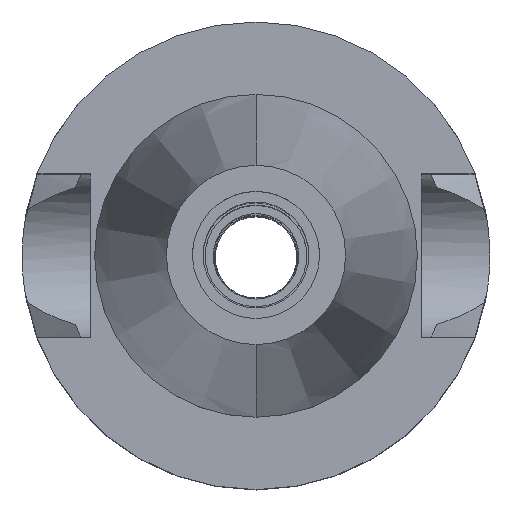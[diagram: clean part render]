
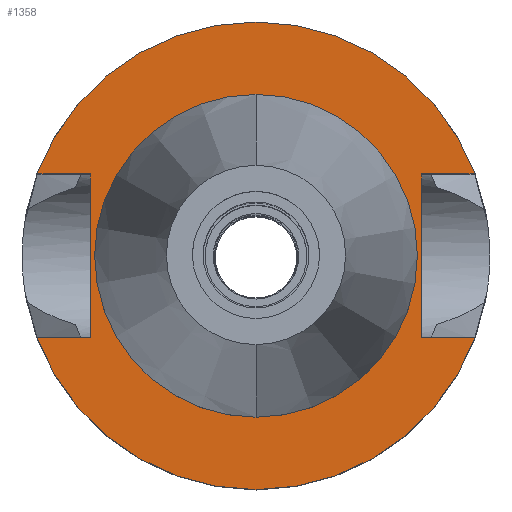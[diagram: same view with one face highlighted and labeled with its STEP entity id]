
A CAD part, top view. The second image highlights one B-rep face of the part: STEP entity #1358.
In plain terms, the highlighted planar face has unit normal (0, 0, 1).
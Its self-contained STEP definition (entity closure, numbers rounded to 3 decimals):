
#121=DIRECTION('',(0.,1.,0.));
#122=VECTOR('',#121,16.1);
#123=CARTESIAN_POINT('',(-16.3,-8.05,-2.));
#124=LINE('',#123,#122);
#128=DIRECTION('',(-1.,0.,0.));
#129=VECTOR('',#128,5.245);
#130=CARTESIAN_POINT('',(-16.3,8.05,-2.));
#131=LINE('',#130,#129);
#135=CARTESIAN_POINT('',(0.,0.,-2.));
#136=DIRECTION('',(0.,0.,-1.));
#137=DIRECTION('',(-0.937,0.35,0.));
#138=AXIS2_PLACEMENT_3D('',#135,#136,#137);
#143=CARTESIAN_POINT('',(0.,0.,-2.));
#144=DIRECTION('',(0.,0.,-1.));
#145=DIRECTION('',(0.,1.,0.));
#146=AXIS2_PLACEMENT_3D('',#143,#144,#145);
#151=DIRECTION('',(0.,-1.,0.));
#152=VECTOR('',#151,16.1);
#153=CARTESIAN_POINT('',(16.3,8.05,-2.));
#154=LINE('',#153,#152);
#158=DIRECTION('',(1.,0.,0.));
#159=VECTOR('',#158,5.245);
#160=CARTESIAN_POINT('',(16.3,-8.05,-2.));
#161=LINE('',#160,#159);
#165=CARTESIAN_POINT('',(0.,0.,-2.));
#166=DIRECTION('',(0.,0.,-1.));
#167=DIRECTION('',(0.937,-0.35,0.));
#168=AXIS2_PLACEMENT_3D('',#165,#166,#167);
#173=CARTESIAN_POINT('',(0.,0.,-2.));
#174=DIRECTION('',(0.,0.,-1.));
#175=DIRECTION('',(0.,-1.,0.));
#176=AXIS2_PLACEMENT_3D('',#173,#174,#175);
#181=CARTESIAN_POINT('',(0.,0.,-2.));
#182=DIRECTION('',(0.,0.,1.));
#183=DIRECTION('',(0.,-1.,0.));
#184=AXIS2_PLACEMENT_3D('',#181,#182,#183);
#189=CARTESIAN_POINT('',(0.,0.,-2.));
#190=DIRECTION('',(0.,0.,1.));
#191=DIRECTION('',(0.,1.,0.));
#192=AXIS2_PLACEMENT_3D('',#189,#190,#191);
#237=DIRECTION('',(-1.,0.,0.));
#238=VECTOR('',#237,5.245);
#239=CARTESIAN_POINT('',(-16.3,-8.05,-2.));
#240=LINE('',#239,#238);
#360=DIRECTION('',(1.,0.,0.));
#361=VECTOR('',#360,5.245);
#362=CARTESIAN_POINT('',(16.3,8.05,-2.));
#363=LINE('',#362,#361);
#1225=CARTESIAN_POINT('',(-16.3,-8.05,-2.));
#1226=VERTEX_POINT('',#1225);
#1227=CARTESIAN_POINT('',(-21.545,-8.05,-2.));
#1228=VERTEX_POINT('',#1227);
#1229=CARTESIAN_POINT('',(-16.3,8.05,-2.));
#1230=VERTEX_POINT('',#1229);
#1231=CARTESIAN_POINT('',(-21.545,8.05,-2.));
#1232=VERTEX_POINT('',#1231);
#1233=CARTESIAN_POINT('',(0.,23.,-2.));
#1234=CARTESIAN_POINT('',(21.545,8.05,-2.));
#1235=VERTEX_POINT('',#1233);
#1236=VERTEX_POINT('',#1234);
#1237=CARTESIAN_POINT('',(16.3,8.05,-2.));
#1238=VERTEX_POINT('',#1237);
#1239=CARTESIAN_POINT('',(16.3,-8.05,-2.));
#1240=VERTEX_POINT('',#1239);
#1241=CARTESIAN_POINT('',(21.545,-8.05,-2.));
#1242=VERTEX_POINT('',#1241);
#1243=CARTESIAN_POINT('',(0.,-23.,-2.));
#1244=VERTEX_POINT('',#1243);
#1245=CARTESIAN_POINT('',(0.,-15.875,-2.));
#1246=CARTESIAN_POINT('',(0.,15.875,-2.));
#1247=VERTEX_POINT('',#1245);
#1248=VERTEX_POINT('',#1246);
#1327=CARTESIAN_POINT('',(0.,0.,-2.));
#1328=DIRECTION('',(0.,0.,-1.));
#1329=DIRECTION('',(0.,-1.,0.));
#1330=AXIS2_PLACEMENT_3D('',#1327,#1328,#1329);
#1331=PLANE('',#1330);
#1333=ORIENTED_EDGE('',*,*,#1332,.T.);
#1335=ORIENTED_EDGE('',*,*,#1334,.T.);
#1337=ORIENTED_EDGE('',*,*,#1336,.T.);
#1339=ORIENTED_EDGE('',*,*,#1338,.T.);
#1341=ORIENTED_EDGE('',*,*,#1340,.F.);
#1343=ORIENTED_EDGE('',*,*,#1342,.T.);
#1345=ORIENTED_EDGE('',*,*,#1344,.T.);
#1347=ORIENTED_EDGE('',*,*,#1346,.T.);
#1349=ORIENTED_EDGE('',*,*,#1348,.T.);
#1351=ORIENTED_EDGE('',*,*,#1350,.F.);
#1352=EDGE_LOOP('',(#1333,#1335,#1337,#1339,#1341,#1343,#1345,#1347,#1349,
#1351));
#1353=FACE_OUTER_BOUND('',#1352,.F.);
#1354=ORIENTED_EDGE('',*,*,#1306,.T.);
#1355=ORIENTED_EDGE('',*,*,#1322,.T.);
#1356=EDGE_LOOP('',(#1354,#1355));
#1357=FACE_BOUND('',#1356,.F.);
#139=CIRCLE('',#138,23.);
#147=CIRCLE('',#146,23.);
#169=CIRCLE('',#168,23.);
#177=CIRCLE('',#176,23.);
#185=CIRCLE('',#184,15.875);
#193=CIRCLE('',#192,15.875);
#1306=EDGE_CURVE('',#1247,#1248,#185,.T.);
#1322=EDGE_CURVE('',#1248,#1247,#193,.T.);
#1332=EDGE_CURVE('',#1226,#1230,#124,.T.);
#1334=EDGE_CURVE('',#1230,#1232,#131,.T.);
#1336=EDGE_CURVE('',#1232,#1235,#139,.T.);
#1338=EDGE_CURVE('',#1235,#1236,#147,.T.);
#1340=EDGE_CURVE('',#1238,#1236,#363,.T.);
#1342=EDGE_CURVE('',#1238,#1240,#154,.T.);
#1344=EDGE_CURVE('',#1240,#1242,#161,.T.);
#1346=EDGE_CURVE('',#1242,#1244,#169,.T.);
#1348=EDGE_CURVE('',#1244,#1228,#177,.T.);
#1350=EDGE_CURVE('',#1226,#1228,#240,.T.);
#1358=ADVANCED_FACE('',(#1353,#1357),#1331,.F.);
